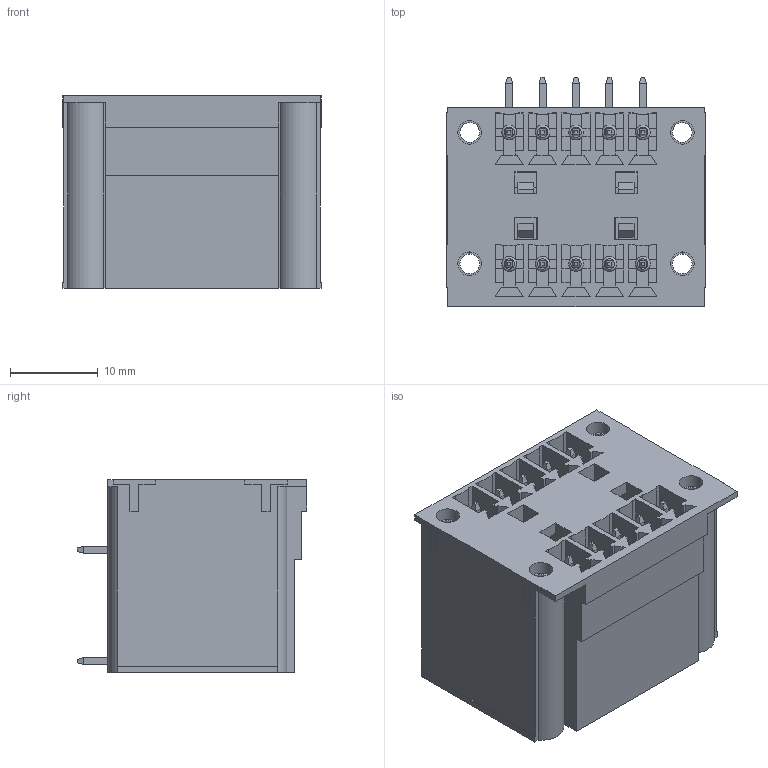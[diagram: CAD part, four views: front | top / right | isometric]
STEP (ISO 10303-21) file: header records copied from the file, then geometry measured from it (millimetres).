
FILE_DESCRIPTION(/* description */ ('Unknown'),/* implementation_level */ '2;1');
FILE_NAME(/* name */ '691328310010',/* time_stamp */ '2023-08-23T16:59:14+02:00',/* author */ ('Unknown'),/* organization */ ('Unknown'),/* preprocessor_version */ 'ST-DEVELOPER v18.102',/* originating_system */ 'Solid Edge',/* authorisation */ 'Unknown');
FILE_SCHEMA (('AUTOMOTIVE_DESIGN {1 0 10303 214 3 1 1}'));
Length unit declared in the file: millimetre
Products named in the file (6): 6913283100xx; 691328310010; 691328310010_CAPOT; 6913283100xx_PIN; 6913283100xx_PIN_LONGUE; 6913283100xx_INSERT
Assembly tree (16 placements, depth 2):
  6913283100xx
    691328310010
    691328310010_CAPOT
    6913283100xx_PIN  x5
    6913283100xx_PIN_LONGUE  x5
    6913283100xx_INSERT  x4
Bounding box: 29.44 x 26.2 x 22 mm (x, y, z)
Volume: 5510.1 mm3; surface area: 14142.5 mm2
Topology: 16 solids, 16 shells, 1008 faces, 2694 edges, 1724 vertices
Faces by surface type: plane 948, cylinder 42, torus 18
Full cylindrical faces by diameter (mm): 1.68 x10, 2.25 x4, 2.7 x4
Entity records: 26410 total; most frequent: CARTESIAN_POINT 4728, ORIENTED_EDGE 4572, DIRECTION 4110, EDGE_CURVE 2286, LINE 2150, VECTOR 2150, VERTEX_POINT 1490, AXIS2_PLACEMENT_3D 980
